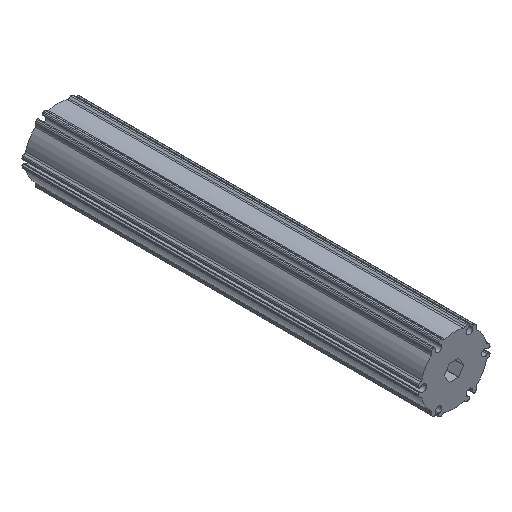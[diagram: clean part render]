
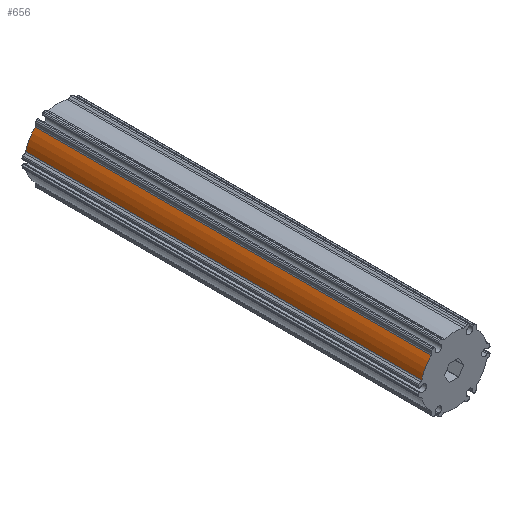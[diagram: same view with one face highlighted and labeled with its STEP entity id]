
A CAD part, isometric view. The second image highlights one B-rep face of the part: STEP entity #656.
In plain terms, the highlighted cylindrical face has radius 25.489 mm (diameter 50.978 mm), a partial arc.
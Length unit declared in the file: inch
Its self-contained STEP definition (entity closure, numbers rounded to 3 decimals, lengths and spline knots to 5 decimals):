
#42 = EDGE_CURVE ( 'NONE', #3132, #303, #746, .T. ) ;
#68 = ORIENTED_EDGE ( 'NONE', *, *, #42, .F. ) ;
#136 = CARTESIAN_POINT ( 'NONE',  ( 0., -5.71, 0. ) ) ;
#181 = VERTEX_POINT ( 'NONE', #2851 ) ;
#248 = EDGE_CURVE ( 'NONE', #181, #303, #1880, .T. ) ;
#303 = VERTEX_POINT ( 'NONE', #2043 ) ;
#502 = CARTESIAN_POINT ( 'NONE',  ( -0.69008, 1., 0.72856 ) ) ;
#508 = CARTESIAN_POINT ( 'NONE',  ( -0.97599, 6.29, 0.23334 ) ) ;
#584 = EDGE_CURVE ( 'NONE', #824, #181, #3494, .T. ) ;
#589 = DIRECTION ( 'NONE',  ( 0., 1., 0. ) ) ;
#656 = ADVANCED_FACE ( 'NONE', ( #2080 ), #3116, .T. ) ;
#746 = LINE ( 'NONE', #502, #3113 ) ;
#767 = DIRECTION ( 'NONE',  ( 0., 0., 1. ) ) ;
#778 = AXIS2_PLACEMENT_3D ( 'NONE', #136, #3673, #767 ) ;
#783 = EDGE_CURVE ( 'NONE', #824, #3132, #1338, .T. ) ;
#824 = VERTEX_POINT ( 'NONE', #508 ) ;
#1161 = DIRECTION ( 'NONE',  ( 0., 0., 1. ) ) ;
#1197 = CARTESIAN_POINT ( 'NONE',  ( 0., 1., 0. ) ) ;
#1338 = CIRCLE ( 'NONE', #3166, 1.0035 ) ;
#1557 = DIRECTION ( 'NONE',  ( 0., -1., 0. ) ) ;
#1880 = CIRCLE ( 'NONE', #778, 1.0035 ) ;
#2043 = CARTESIAN_POINT ( 'NONE',  ( -0.69008, -5.71, 0.72856 ) ) ;
#2080 = FACE_OUTER_BOUND ( 'NONE', #3020, .T. ) ;
#2260 = ORIENTED_EDGE ( 'NONE', *, *, #248, .T. ) ;
#2328 = ORIENTED_EDGE ( 'NONE', *, *, #783, .F. ) ;
#2436 = VECTOR ( 'NONE', #2990, 39.37008 ) ;
#2569 = AXIS2_PLACEMENT_3D ( 'NONE', #1197, #1557, #3595 ) ;
#2851 = CARTESIAN_POINT ( 'NONE',  ( -0.97599, -5.71, 0.23334 ) ) ;
#2990 = DIRECTION ( 'NONE',  ( 0., -1., 0. ) ) ;
#3020 = EDGE_LOOP ( 'NONE', ( #68, #2328, #3476, #2260 ) ) ;
#3113 = VECTOR ( 'NONE', #3750, 39.37008 ) ;
#3116 = CYLINDRICAL_SURFACE ( 'NONE', #2569, 1.0035 ) ;
#3132 = VERTEX_POINT ( 'NONE', #3415 ) ;
#3166 = AXIS2_PLACEMENT_3D ( 'NONE', #3183, #589, #1161 ) ;
#3183 = CARTESIAN_POINT ( 'NONE',  ( 0., 6.29, 0. ) ) ;
#3322 = CARTESIAN_POINT ( 'NONE',  ( -0.97599, 1., 0.23334 ) ) ;
#3415 = CARTESIAN_POINT ( 'NONE',  ( -0.69008, 6.29, 0.72856 ) ) ;
#3476 = ORIENTED_EDGE ( 'NONE', *, *, #584, .T. ) ;
#3494 = LINE ( 'NONE', #3322, #2436 ) ;
#3595 = DIRECTION ( 'NONE',  ( 0., 0., -1. ) ) ;
#3673 = DIRECTION ( 'NONE',  ( 0., 1., 0. ) ) ;
#3750 = DIRECTION ( 'NONE',  ( 0., -1., 0. ) ) ;
